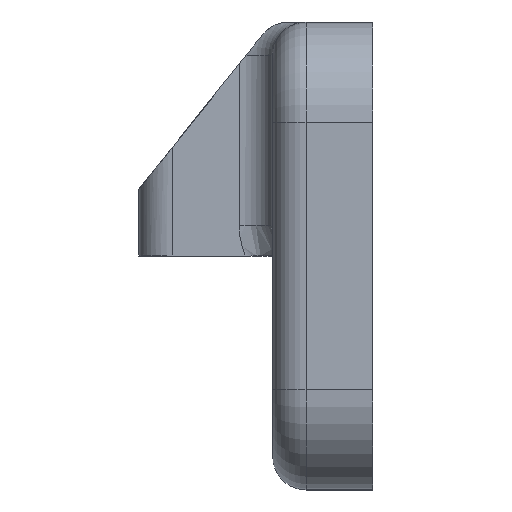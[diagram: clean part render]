
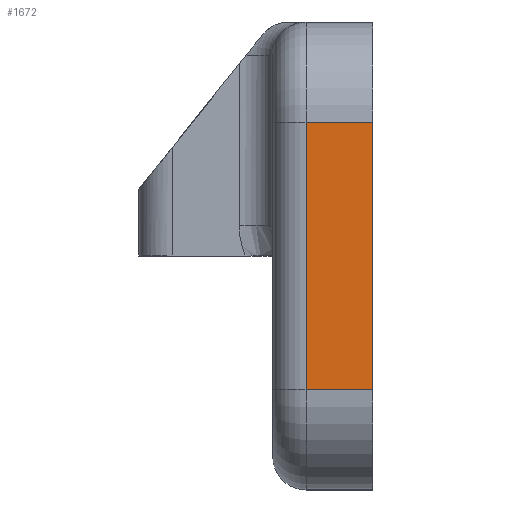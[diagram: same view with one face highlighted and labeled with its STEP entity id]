
A CAD part, left-side view. The second image highlights one B-rep face of the part: STEP entity #1672.
In plain terms, the highlighted planar face has unit normal (-1, 0, 0).
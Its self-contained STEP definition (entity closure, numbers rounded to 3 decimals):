
#51 = VERTEX_POINT ( 'NONE', #1491 ) ;
#52 = VERTEX_POINT ( 'NONE', #1492 ) ;
#68 = VERTEX_POINT ( 'NONE', #1508 ) ;
#69 = VERTEX_POINT ( 'NONE', #1509 ) ;
#166 = LINE ( 'NONE', #167, #909 ) ;
#167 = CARTESIAN_POINT ( 'NONE',  ( -25., 3., -4. ) ) ;
#168 = DIRECTION ( 'NONE',  ( 0., -1., 0. ) ) ;
#169 = LINE ( 'NONE', #170, #1651 ) ;
#170 = CARTESIAN_POINT ( 'NONE',  ( -25., 2., -4. ) ) ;
#171 = DIRECTION ( 'NONE',  ( 0., 0., -1. ) ) ;
#187 = LINE ( 'NONE', #188, #1721 ) ;
#188 = CARTESIAN_POINT ( 'NONE',  ( -25., 3., 4. ) ) ;
#189 = DIRECTION ( 'NONE',  ( 0., -1., 0. ) ) ;
#230 = PLANE ( 'NONE',  #1733 ) ;
#234 = CARTESIAN_POINT ( 'NONE',  ( -25., 3., -4. ) ) ;
#235 = DIRECTION ( 'NONE',  ( 1., 0., 0. ) ) ;
#629 = EDGE_LOOP ( 'NONE', ( #1169, #1171, #1170, #1172 ) ) ;
#909 = VECTOR ( 'NONE', #168, 1000. ) ;
#921 = EDGE_CURVE ( 'NONE', #52, #51, #1048, .T. ) ;
#1048 = LINE ( 'NONE', #1049, #1099 ) ;
#1049 = CARTESIAN_POINT ( 'NONE',  ( -25., 0., -4. ) ) ;
#1050 = DIRECTION ( 'NONE',  ( 0., 0., 1. ) ) ;
#1099 = VECTOR ( 'NONE', #1050, 1000. ) ;
#1169 = ORIENTED_EDGE ( 'NONE', *, *, #1555, .F. ) ;
#1170 = ORIENTED_EDGE ( 'NONE', *, *, #1548, .T. ) ;
#1171 = ORIENTED_EDGE ( 'NONE', *, *, #1549, .T. ) ;
#1172 = ORIENTED_EDGE ( 'NONE', *, *, #921, .T. ) ;
#1277 = DIRECTION ( 'NONE',  ( 0., 0., -1. ) ) ;
#1491 = CARTESIAN_POINT ( 'NONE',  ( -25., 0., 4. ) ) ;
#1492 = CARTESIAN_POINT ( 'NONE',  ( -25., 0., -4. ) ) ;
#1508 = CARTESIAN_POINT ( 'NONE',  ( -25., 2., -4. ) ) ;
#1509 = CARTESIAN_POINT ( 'NONE',  ( -25., 2., 4. ) ) ;
#1548 = EDGE_CURVE ( 'NONE', #68, #52, #166, .T. ) ;
#1549 = EDGE_CURVE ( 'NONE', #69, #68, #169, .T. ) ;
#1555 = EDGE_CURVE ( 'NONE', #69, #51, #187, .T. ) ;
#1651 = VECTOR ( 'NONE', #171, 1000. ) ;
#1672 = ADVANCED_FACE ( 'NONE', ( #1726 ), #230, .F. ) ;
#1721 = VECTOR ( 'NONE', #189, 1000. ) ;
#1726 = FACE_OUTER_BOUND ( 'NONE', #629, .T. ) ;
#1733 = AXIS2_PLACEMENT_3D ( 'NONE', #234, #235, #1277 ) ;
